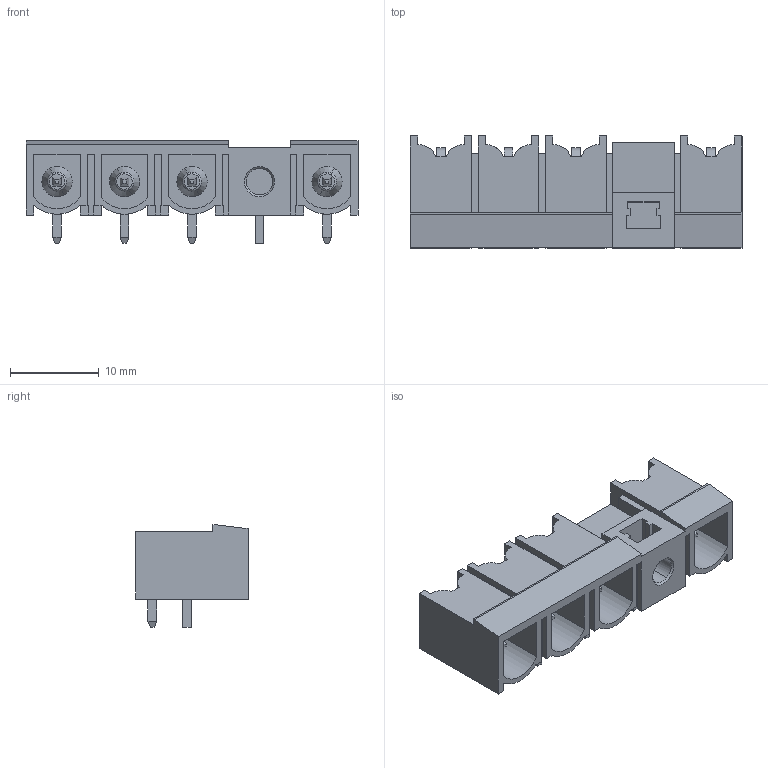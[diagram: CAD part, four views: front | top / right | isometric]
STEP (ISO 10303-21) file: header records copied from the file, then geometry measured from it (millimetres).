
FILE_DESCRIPTION(('CATIA V5 STEP Exchange','CAx-IF Rec.Pracs.--- Model Styling and Organization---1.4--- 2014-01-23'),'2;1');
FILE_NAME ('D1535132_0_1081780000_1081780000.stp','2022-05-30T13:45:25+00:00',('none'),('Weidmueller'),'CATIA Version 5-6 Release 2016 SP3 HF44','CATIA V5 STEP AP214','none');
FILE_SCHEMA(('AUTOMOTIVE_DESIGN { 1 0 10303 214 1 1 1 1 }'));
Length unit declared in the file: millimetre
Products named in the file (1): 1081780000
Bounding box: 37.48 x 12.65 x 11.6 mm (x, y, z)
Volume: 1860.2 mm3; surface area: 3312.1 mm2
Topology: 6 solids, 6 shells, 291 faces, 760 edges, 490 vertices
Faces by surface type: plane 239, cylinder 34, cone 10, torus 8
Entity records: 8748 total; most frequent: CARTESIAN_POINT 1672, ORIENTED_EDGE 1520, DIRECTION 1186, EDGE_CURVE 760, VECTOR 650, LINE 650, VERTEX_POINT 490, AXIS2_PLACEMENT_3D 316
